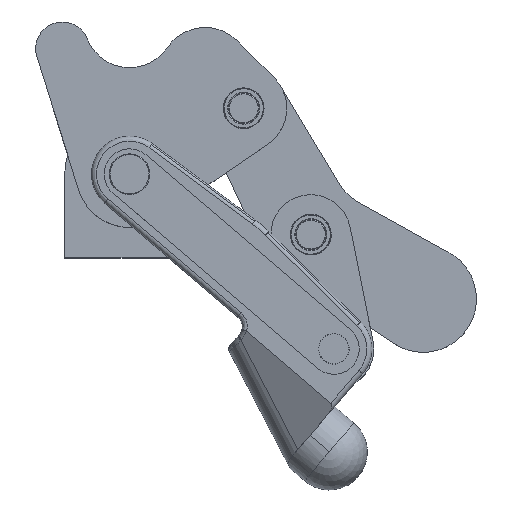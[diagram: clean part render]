
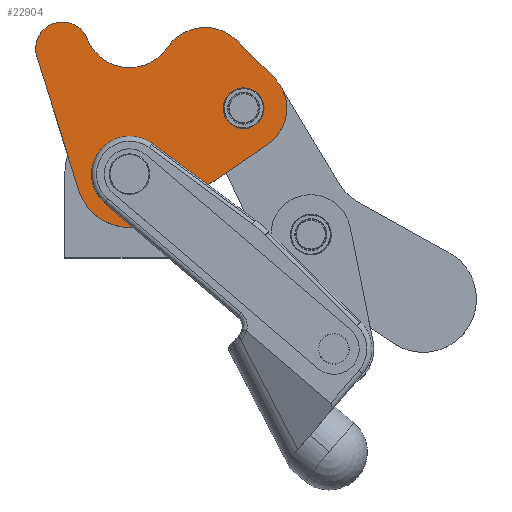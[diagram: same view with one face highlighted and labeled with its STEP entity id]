
A CAD part, top view. The second image highlights one B-rep face of the part: STEP entity #22904.
In plain terms, the highlighted planar face has unit normal (0, 0, 1).
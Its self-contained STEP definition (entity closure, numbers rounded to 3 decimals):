
#1586=CARTESIAN_POINT('',(-32.468,-20.508,20.962));
#1587=VERTEX_POINT('',#1586);
#1603=CARTESIAN_POINT('',(-32.194,-21.69,20.962));
#1604=VERTEX_POINT('',#1603);
#1611=CARTESIAN_POINT('',(-24.56,-19.299,20.962));
#1612=DIRECTION('',(0.0,0.0,-1.));
#1613=DIRECTION('',(-0.989,-0.151,0.0));
#1614=AXIS2_PLACEMENT_3D('',#1611,#1612,#1613);
#1615=CIRCLE('',#1614,8.0);
#1616=EDGE_CURVE('',#1604,#1587,#1615,.T.);
#1626=CARTESIAN_POINT('',(41.39,-42.417,20.962));
#1627=VERTEX_POINT('',#1626);
#1636=CARTESIAN_POINT('',(57.49,-42.417,20.962));
#1637=VERTEX_POINT('',#1636);
#1638=CARTESIAN_POINT('',(49.44,-42.417,20.962));
#1639=DIRECTION('',(0.0,0.0,-1.0));
#1640=DIRECTION('',(-1.0,0.0,0.0));
#1641=AXIS2_PLACEMENT_3D('',#1638,#1639,#1640);
#1642=CIRCLE('',#1641,8.05);
#1643=EDGE_CURVE('',#1637,#1627,#1642,.T.);
#22209=CARTESIAN_POINT('',(61.488,-30.424,20.962));
#22210=VERTEX_POINT('',#22209);
#22217=CARTESIAN_POINT('',(59.053,-56.439,20.962));
#22218=VERTEX_POINT('',#22217);
#22219=CARTESIAN_POINT('',(49.44,-42.417,20.962));
#22220=DIRECTION('',(0.0,0.0,-1.0));
#22221=DIRECTION('',(-0.498,0.867,0.0));
#22222=AXIS2_PLACEMENT_3D('',#22219,#22220,#22221);
#22223=CIRCLE('',#22222,17.);
#22224=EDGE_CURVE('',#22210,#22218,#22223,.T.);
#22488=CARTESIAN_POINT('',(47.015,-15.884,20.962));
#22489=VERTEX_POINT('',#22488);
#22490=CARTESIAN_POINT('',(47.015,-15.884,20.962));
#22491=DIRECTION('',(0.705,-0.709,0.0));
#22492=VECTOR('',#22491,20.516);
#22493=LINE('',#22490,#22492);
#22494=EDGE_CURVE('',#22489,#22210,#22493,.T.);
#22519=CARTESIAN_POINT('',(19.347,-18.5,20.962));
#22520=VERTEX_POINT('',#22519);
#22521=CARTESIAN_POINT('',(34.258,-28.583,20.962));
#22522=DIRECTION('',(0.0,0.0,-1.0));
#22523=DIRECTION('',(-0.709,-0.705,0.0));
#22524=AXIS2_PLACEMENT_3D('',#22521,#22522,#22523);
#22525=CIRCLE('',#22524,18.);
#22526=EDGE_CURVE('',#22520,#22489,#22525,.T.);
#22552=CARTESIAN_POINT('',(-12.298,-15.049,20.962));
#22553=VERTEX_POINT('',#22552);
#22554=CARTESIAN_POINT('',(4.436,-8.417,20.962));
#22555=DIRECTION('',(0.0,0.0,1.));
#22556=DIRECTION('',(-0.93,-0.368,0.0));
#22557=AXIS2_PLACEMENT_3D('',#22554,#22555,#22556);
#22558=CIRCLE('',#22557,18.0);
#22559=EDGE_CURVE('',#22553,#22520,#22558,.T.);
#22585=CARTESIAN_POINT('',(-32.56,-18.917,20.962));
#22586=VERTEX_POINT('',#22585);
#22587=CARTESIAN_POINT('',(-22.06,-18.917,20.962));
#22588=DIRECTION('',(0.0,0.0,-1.0));
#22589=DIRECTION('',(-0.93,-0.368,0.0));
#22590=AXIS2_PLACEMENT_3D('',#22587,#22588,#22589);
#22591=CIRCLE('',#22590,10.5);
#22592=EDGE_CURVE('',#22586,#22553,#22591,.T.);
#22618=CARTESIAN_POINT('',(-32.56,-19.299,20.962));
#22619=VERTEX_POINT('',#22618);
#22628=CARTESIAN_POINT('',(-32.56,-19.299,20.962));
#22629=DIRECTION('',(0.0,1.0,0.0));
#22630=VECTOR('',#22629,0.382);
#22631=LINE('',#22628,#22630);
#22632=EDGE_CURVE('',#22619,#22586,#22631,.T.);
#22658=CARTESIAN_POINT('',(49.44,-42.417,20.962));
#22659=DIRECTION('',(0.0,0.0,-1.0));
#22660=DIRECTION('',(-1.0,0.0,0.0));
#22661=AXIS2_PLACEMENT_3D('',#22658,#22659,#22660);
#22662=CIRCLE('',#22661,8.05);
#22663=EDGE_CURVE('',#1627,#1637,#22662,.T.);
#22682=CARTESIAN_POINT('',(35.375,-72.671,20.962));
#22683=VERTEX_POINT('',#22682);
#22684=CARTESIAN_POINT('',(35.375,-72.671,20.962));
#22685=DIRECTION('',(0.825,0.565,0.0));
#22686=VECTOR('',#22685,28.708);
#22687=LINE('',#22684,#22686);
#22688=EDGE_CURVE('',#22683,#22218,#22687,.T.);
#22791=CARTESIAN_POINT('',(5.86,-89.369,20.962));
#22792=VERTEX_POINT('',#22791);
#22800=CARTESIAN_POINT('',(-15.601,-74.691,20.962));
#22801=VERTEX_POINT('',#22800);
#22802=CARTESIAN_POINT('',(4.44,-68.417,20.962));
#22803=DIRECTION('',(0.0,0.0,1.0));
#22804=DIRECTION('',(0.954,0.299,0.0));
#22805=AXIS2_PLACEMENT_3D('',#22802,#22803,#22804);
#22806=CIRCLE('',#22805,21.0);
#22807=EDGE_CURVE('',#22801,#22792,#22806,.T.);
#22832=CARTESIAN_POINT('',(-32.194,-21.69,20.962));
#22833=DIRECTION('',(0.299,-0.954,0.0));
#22834=VECTOR('',#22833,55.539);
#22835=LINE('',#22832,#22834);
#22836=EDGE_CURVE('',#1604,#22801,#22835,.T.);
#22847=CARTESIAN_POINT('',(-24.56,-19.299,20.962));
#22848=DIRECTION('',(0.0,0.0,-1.));
#22849=DIRECTION('',(-0.989,-0.151,0.0));
#22850=AXIS2_PLACEMENT_3D('',#22847,#22848,#22849);
#22851=CIRCLE('',#22850,8.0);
#22852=EDGE_CURVE('',#1587,#22619,#22851,.T.);
#22859=CARTESIAN_POINT('',(7.223,-73.336,20.962));
#22860=DIRECTION('',(0.0,0.0,1.0));
#22861=DIRECTION('',(1.0,0.0,0.0));
#22862=AXIS2_PLACEMENT_3D('',#22859,#22860,#22861);
#22863=PLANE('',#22862);
#22864=CARTESIAN_POINT('',(-5.309,-79.816,20.962));
#22865=VERTEX_POINT('',#22864);
#22866=CARTESIAN_POINT('',(5.86,-89.369,20.962));
#22867=DIRECTION('',(-0.76,0.65,0.));
#22868=VECTOR('',#22867,14.697);
#22869=LINE('',#22866,#22868);
#22870=EDGE_CURVE('',#22792,#22865,#22869,.T.);
#22871=ORIENTED_EDGE('',*,*,#22870,.T.);
#22872=CARTESIAN_POINT('',(13.371,-56.366,20.962));
#22873=VERTEX_POINT('',#22872);
#22874=CARTESIAN_POINT('',(4.44,-68.417,20.962));
#22875=DIRECTION('',(0.,0.,-1.));
#22876=DIRECTION('',(0.65,0.76,0.));
#22877=AXIS2_PLACEMENT_3D('',#22874,#22875,#22876);
#22878=CIRCLE('',#22877,15.0);
#22879=EDGE_CURVE('',#22865,#22873,#22878,.T.);
#22880=ORIENTED_EDGE('',*,*,#22879,.T.);
#22881=CARTESIAN_POINT('',(13.371,-56.366,20.962));
#22882=DIRECTION('',(0.803,-0.595,0.));
#22883=VECTOR('',#22882,27.387);
#22884=LINE('',#22881,#22883);
#22885=EDGE_CURVE('',#22873,#22683,#22884,.T.);
#22886=ORIENTED_EDGE('',*,*,#22885,.T.);
#22887=ORIENTED_EDGE('',*,*,#22688,.T.);
#22888=ORIENTED_EDGE('',*,*,#22224,.F.);
#22889=ORIENTED_EDGE('',*,*,#22494,.F.);
#22890=ORIENTED_EDGE('',*,*,#22526,.F.);
#22891=ORIENTED_EDGE('',*,*,#22559,.F.);
#22892=ORIENTED_EDGE('',*,*,#22592,.F.);
#22893=ORIENTED_EDGE('',*,*,#22632,.F.);
#22894=ORIENTED_EDGE('',*,*,#22852,.F.);
#22895=ORIENTED_EDGE('',*,*,#1616,.F.);
#22896=ORIENTED_EDGE('',*,*,#22836,.T.);
#22897=ORIENTED_EDGE('',*,*,#22807,.T.);
#22898=EDGE_LOOP('',(#22871,#22880,#22886,#22887,#22888,#22889,#22890,#22891,#22892,#22893,#22894,#22895,#22896,#22897));
#22899=FACE_OUTER_BOUND('',#22898,.T.);
#22900=ORIENTED_EDGE('',*,*,#1643,.T.);
#22901=ORIENTED_EDGE('',*,*,#22663,.T.);
#22902=EDGE_LOOP('',(#22900,#22901));
#22903=FACE_BOUND('',#22902,.T.);
#22904=ADVANCED_FACE('',(#22899,#22903),#22863,.T.);
